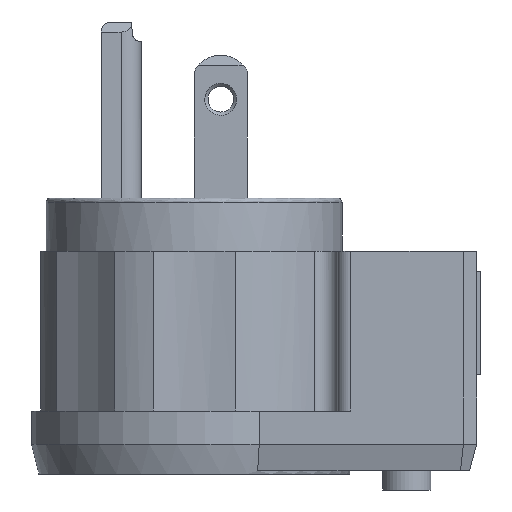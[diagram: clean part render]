
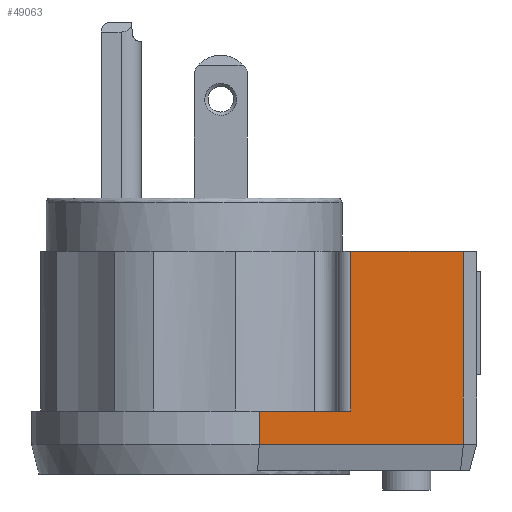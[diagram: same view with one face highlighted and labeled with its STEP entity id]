
A CAD part, left-side view. The second image highlights one B-rep face of the part: STEP entity #49063.
In plain terms, the highlighted planar face has unit normal (-1, 0, 0).
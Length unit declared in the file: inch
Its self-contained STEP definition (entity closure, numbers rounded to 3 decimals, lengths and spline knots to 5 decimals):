
#12 = LINE ( 'NONE', #17277, #37776 ) ;
#40 = DIRECTION ( 'NONE',  ( 0., 1., 0. ) ) ;
#1608 = VECTOR ( 'NONE', #21905, 39.37008 ) ;
#5169 = LINE ( 'NONE', #15683, #32225 ) ;
#5572 = VECTOR ( 'NONE', #35164, 39.37008 ) ;
#7543 = ORIENTED_EDGE ( 'NONE', *, *, #18465, .F. ) ;
#7829 = VERTEX_POINT ( 'NONE', #24467 ) ;
#8723 = DIRECTION ( 'NONE',  ( 0., 0., 1. ) ) ;
#12814 = LINE ( 'NONE', #34136, #19692 ) ;
#13068 = ORIENTED_EDGE ( 'NONE', *, *, #51034, .T. ) ;
#13100 = LINE ( 'NONE', #19583, #5572 ) ;
#13115 = LINE ( 'NONE', #22525, #25668 ) ;
#15683 = CARTESIAN_POINT ( 'NONE',  ( -0.703, -1.2645, 0. ) ) ;
#15962 = EDGE_CURVE ( 'NONE', #48294, #37053, #12, .T. ) ;
#16396 = ORIENTED_EDGE ( 'NONE', *, *, #15962, .F. ) ;
#17277 = CARTESIAN_POINT ( 'NONE',  ( -0.703, -0.30547, 0. ) ) ;
#17292 = VERTEX_POINT ( 'NONE', #47369 ) ;
#17460 = VERTEX_POINT ( 'NONE', #21170 ) ;
#18008 = CARTESIAN_POINT ( 'NONE',  ( -0.703, -0.73452, 0. ) ) ;
#18465 = EDGE_CURVE ( 'NONE', #37053, #17460, #12814, .T. ) ;
#19576 = AXIS2_PLACEMENT_3D ( 'NONE', #32055, #51807, #27428 ) ;
#19583 = CARTESIAN_POINT ( 'NONE',  ( -0.703, -1.3265, 1.046 ) ) ;
#19617 = VERTEX_POINT ( 'NONE', #41483 ) ;
#19692 = VECTOR ( 'NONE', #46336, 39.37008 ) ;
#21072 = LINE ( 'NONE', #18008, #1608 ) ;
#21170 = CARTESIAN_POINT ( 'NONE',  ( -0.703, -0.73452, 0.296 ) ) ;
#21905 = DIRECTION ( 'NONE',  ( 0., 0., -1. ) ) ;
#22525 = CARTESIAN_POINT ( 'NONE',  ( -0.703, -0.63225, 0.14002 ) ) ;
#23857 = ORIENTED_EDGE ( 'NONE', *, *, #24430, .T. ) ;
#24430 = EDGE_CURVE ( 'NONE', #7829, #19617, #13100, .T. ) ;
#24467 = CARTESIAN_POINT ( 'NONE',  ( -0.703, -1.2645, 1.046 ) ) ;
#25297 = EDGE_CURVE ( 'NONE', #19617, #17460, #21072, .T. ) ;
#25668 = VECTOR ( 'NONE', #40, 39.37008 ) ;
#26160 = ORIENTED_EDGE ( 'NONE', *, *, #48994, .F. ) ;
#27428 = DIRECTION ( 'NONE',  ( 0., 0., 1. ) ) ;
#30119 = FACE_OUTER_BOUND ( 'NONE', #35444, .T. ) ;
#31938 = DIRECTION ( 'NONE',  ( 0., 0., 1. ) ) ;
#32055 = CARTESIAN_POINT ( 'NONE',  ( -0.703, -1.3265, 0. ) ) ;
#32225 = VECTOR ( 'NONE', #31938, 39.37008 ) ;
#34136 = CARTESIAN_POINT ( 'NONE',  ( -0.703, 0., 0.296 ) ) ;
#34575 = CARTESIAN_POINT ( 'NONE',  ( -0.703, -0.30547, 0.14 ) ) ;
#35164 = DIRECTION ( 'NONE',  ( 0., 1., 0. ) ) ;
#35444 = EDGE_LOOP ( 'NONE', ( #16396, #26160, #13068, #23857, #36697, #7543 ) ) ;
#36697 = ORIENTED_EDGE ( 'NONE', *, *, #25297, .T. ) ;
#37053 = VERTEX_POINT ( 'NONE', #39388 ) ;
#37776 = VECTOR ( 'NONE', #8723, 39.37008 ) ;
#39388 = CARTESIAN_POINT ( 'NONE',  ( -0.703, -0.30547, 0.296 ) ) ;
#41483 = CARTESIAN_POINT ( 'NONE',  ( -0.703, -0.73452, 1.046 ) ) ;
#46336 = DIRECTION ( 'NONE',  ( 0., -1., 0. ) ) ;
#47369 = CARTESIAN_POINT ( 'NONE',  ( -0.703, -1.2645, 0.14002 ) ) ;
#47787 = PLANE ( 'NONE',  #19576 ) ;
#48294 = VERTEX_POINT ( 'NONE', #34575 ) ;
#48994 = EDGE_CURVE ( 'NONE', #17292, #48294, #13115, .T. ) ;
#49063 = ADVANCED_FACE ( 'NONE', ( #30119 ), #47787, .T. ) ;
#51034 = EDGE_CURVE ( 'NONE', #17292, #7829, #5169, .T. ) ;
#51807 = DIRECTION ( 'NONE',  ( -1., 0., 0. ) ) ;
